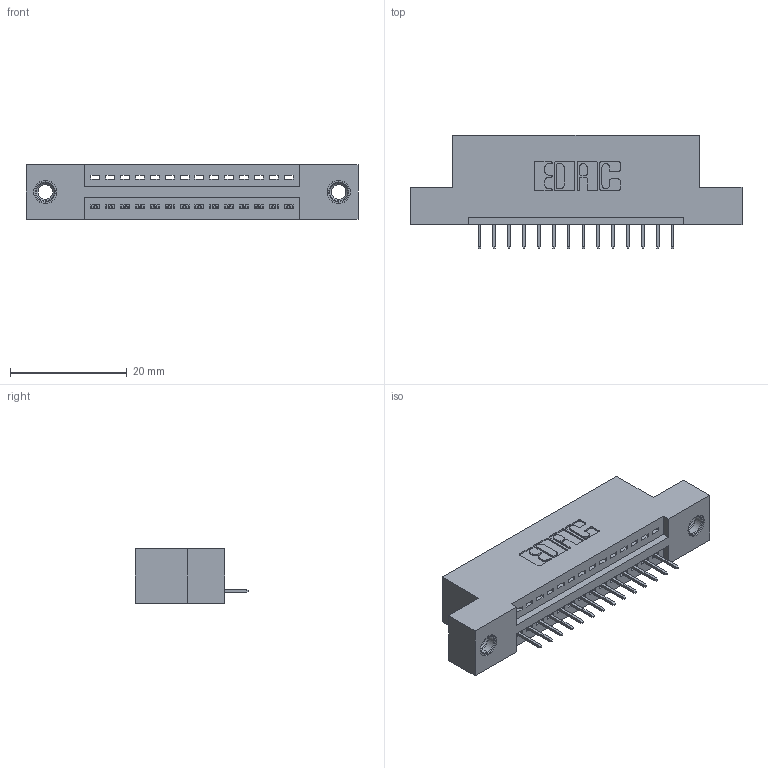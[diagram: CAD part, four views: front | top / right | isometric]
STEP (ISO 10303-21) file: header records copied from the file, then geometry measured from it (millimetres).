
FILE_DESCRIPTION (( 'STEP AP203' ), '1' );
FILE_NAME ('395-014-524-107.STEP', '2018-11-05T23:11:09', ( '' ), ( '' ), 'SwSTEP 2.0', 'SolidWorks 2016', '' );
FILE_SCHEMA (( 'CONFIG_CONTROL_DESIGN' ));
Length unit declared in the file: inch
Products named in the file (4): 345 Part_Flush Mounting Lugs - 0.156 Dia-TI; 345-292-001_345-293-124; 395-014-524-107; 345-250-001_345-250-005-103
Assembly tree (17 placements, depth 2):
  395-014-524-107
    345 Part_Flush Mounting Lugs - 0.156 Dia-TI
    345-292-001_345-293-124  x14
    345-250-001_345-250-005-103  x2
Bounding box: 56.77 x 19.35 x 9.4 mm (x, y, z)
Volume: 5093.8 mm3; surface area: 6244.4 mm2
Topology: 17 solids, 17 shells, 1054 faces, 2997 edges, 1934 vertices
Faces by surface type: plane 756, cylinder 282, cone 12, torus 4
Entity records: 15566 total; most frequent: CARTESIAN_POINT 2677, ORIENTED_EDGE 2618, DIRECTION 2407, EDGE_CURVE 1309, VECTOR 1105, LINE 1105, VERTEX_POINT 864, AXIS2_PLACEMENT_3D 651
